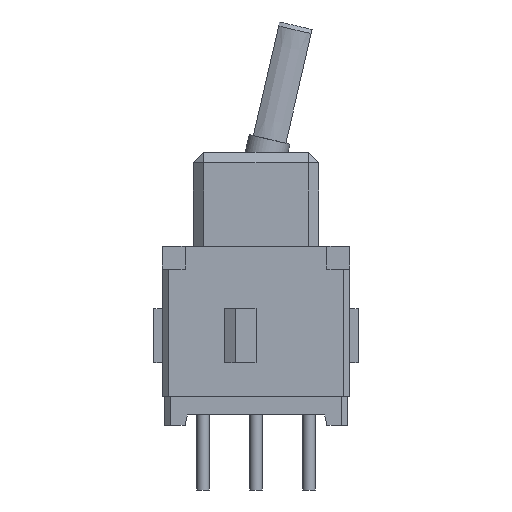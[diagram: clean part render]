
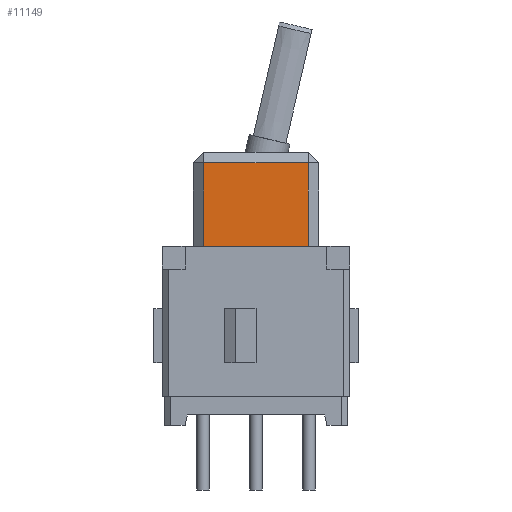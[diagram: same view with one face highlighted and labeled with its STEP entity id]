
A CAD part, front view. The second image highlights one B-rep face of the part: STEP entity #11149.
In plain terms, the highlighted planar face has unit normal (0, -1, 0).
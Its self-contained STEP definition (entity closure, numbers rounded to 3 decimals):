
#7627 = PLANE('',#7628);
#7628 = AXIS2_PLACEMENT_3D('',#7629,#7630,#7631);
#7629 = CARTESIAN_POINT('',(0.,-2.5,12.7));
#7630 = DIRECTION('',(0.,0.707,-0.707
    ));
#7631 = DIRECTION('',(-1.,0.,0.));
#7874 = PLANE('',#7875);
#7875 = AXIS2_PLACEMENT_3D('',#7876,#7877,#7878);
#7876 = CARTESIAN_POINT('',(0.,0.,8.7));
#7877 = DIRECTION('',(0.,0.,1.));
#7878 = DIRECTION('',(1.,0.,0.));
#10391 = VERTEX_POINT('',#10392);
#10392 = CARTESIAN_POINT('',(-2.5,-2.5,8.7));
#10399 = PLANE('',#10400);
#10400 = AXIS2_PLACEMENT_3D('',#10401,#10402,#10403);
#10401 = CARTESIAN_POINT('',(-3.,-2.,8.7));
#10402 = DIRECTION('',(0.707,0.707,0.));
#10403 = DIRECTION('',(0.,0.,-1.));
#10418 = EDGE_CURVE('',#10419,#10391,#10421,.T.);
#10419 = VERTEX_POINT('',#10420);
#10420 = CARTESIAN_POINT('',(-2.5,-2.5,12.7));
#10421 = SURFACE_CURVE('',#10422,(#10426,#10433),.PCURVE_S1.);
#10422 = LINE('',#10423,#10424);
#10423 = CARTESIAN_POINT('',(-2.5,-2.5,8.7));
#10424 = VECTOR('',#10425,1.);
#10425 = DIRECTION('',(0.,0.,-1.));
#10426 = PCURVE('',#10399,#10427);
#10427 = DEFINITIONAL_REPRESENTATION('',(#10428),#10432);
#10428 = LINE('',#10429,#10430);
#10429 = CARTESIAN_POINT('',(0.,-0.707));
#10430 = VECTOR('',#10431,1.);
#10431 = DIRECTION('',(1.,0.));
#10432 = ( GEOMETRIC_REPRESENTATION_CONTEXT(2) 
PARAMETRIC_REPRESENTATION_CONTEXT() REPRESENTATION_CONTEXT('2D SPACE',''
  ) );
#10433 = PCURVE('',#10434,#10439);
#10434 = PLANE('',#10435);
#10435 = AXIS2_PLACEMENT_3D('',#10436,#10437,#10438);
#10436 = CARTESIAN_POINT('',(0.,-2.5,8.7));
#10437 = DIRECTION('',(0.,-1.,0.));
#10438 = DIRECTION('',(-1.,0.,0.));
#10439 = DEFINITIONAL_REPRESENTATION('',(#10440),#10444);
#10440 = LINE('',#10441,#10442);
#10441 = CARTESIAN_POINT('',(2.5,0.));
#10442 = VECTOR('',#10443,1.);
#10443 = DIRECTION('',(0.,1.));
#10444 = ( GEOMETRIC_REPRESENTATION_CONTEXT(2) 
PARAMETRIC_REPRESENTATION_CONTEXT() REPRESENTATION_CONTEXT('2D SPACE',''
  ) );
#10550 = VERTEX_POINT('',#10551);
#10551 = CARTESIAN_POINT('',(2.5,-2.5,8.7));
#10565 = PLANE('',#10566);
#10566 = AXIS2_PLACEMENT_3D('',#10567,#10568,#10569);
#10567 = CARTESIAN_POINT('',(2.5,-2.5,8.7));
#10568 = DIRECTION('',(-0.707,0.707,0.));
#10569 = DIRECTION('',(0.,0.,1.));
#10577 = EDGE_CURVE('',#10391,#10550,#10578,.T.);
#10578 = SURFACE_CURVE('',#10579,(#10583,#10590),.PCURVE_S1.);
#10579 = LINE('',#10580,#10581);
#10580 = CARTESIAN_POINT('',(0.,-2.5,8.7));
#10581 = VECTOR('',#10582,1.);
#10582 = DIRECTION('',(1.,0.,0.));
#10583 = PCURVE('',#7874,#10584);
#10584 = DEFINITIONAL_REPRESENTATION('',(#10585),#10589);
#10585 = LINE('',#10586,#10587);
#10586 = CARTESIAN_POINT('',(0.,-2.5));
#10587 = VECTOR('',#10588,1.);
#10588 = DIRECTION('',(1.,0.));
#10589 = ( GEOMETRIC_REPRESENTATION_CONTEXT(2) 
PARAMETRIC_REPRESENTATION_CONTEXT() REPRESENTATION_CONTEXT('2D SPACE',''
  ) );
#10590 = PCURVE('',#10434,#10591);
#10591 = DEFINITIONAL_REPRESENTATION('',(#10592),#10596);
#10592 = LINE('',#10593,#10594);
#10593 = CARTESIAN_POINT('',(0.,0.));
#10594 = VECTOR('',#10595,1.);
#10595 = DIRECTION('',(-1.,0.));
#10596 = ( GEOMETRIC_REPRESENTATION_CONTEXT(2) 
PARAMETRIC_REPRESENTATION_CONTEXT() REPRESENTATION_CONTEXT('2D SPACE',''
  ) );
#10710 = VERTEX_POINT('',#10711);
#10711 = CARTESIAN_POINT('',(2.5,-2.5,12.7));
#10737 = EDGE_CURVE('',#10550,#10710,#10738,.T.);
#10738 = SURFACE_CURVE('',#10739,(#10743,#10750),.PCURVE_S1.);
#10739 = LINE('',#10740,#10741);
#10740 = CARTESIAN_POINT('',(2.5,-2.5,8.7));
#10741 = VECTOR('',#10742,1.);
#10742 = DIRECTION('',(0.,0.,1.));
#10743 = PCURVE('',#10565,#10744);
#10744 = DEFINITIONAL_REPRESENTATION('',(#10745),#10749);
#10745 = LINE('',#10746,#10747);
#10746 = CARTESIAN_POINT('',(0.,0.));
#10747 = VECTOR('',#10748,1.);
#10748 = DIRECTION('',(1.,0.));
#10749 = ( GEOMETRIC_REPRESENTATION_CONTEXT(2) 
PARAMETRIC_REPRESENTATION_CONTEXT() REPRESENTATION_CONTEXT('2D SPACE',''
  ) );
#10750 = PCURVE('',#10434,#10751);
#10751 = DEFINITIONAL_REPRESENTATION('',(#10752),#10756);
#10752 = LINE('',#10753,#10754);
#10753 = CARTESIAN_POINT('',(-2.5,0.));
#10754 = VECTOR('',#10755,1.);
#10755 = DIRECTION('',(0.,-1.));
#10756 = ( GEOMETRIC_REPRESENTATION_CONTEXT(2) 
PARAMETRIC_REPRESENTATION_CONTEXT() REPRESENTATION_CONTEXT('2D SPACE',''
  ) );
#11149 = ADVANCED_FACE('',(#11150),#10434,.T.);
#11150 = FACE_BOUND('',#11151,.T.);
#11151 = EDGE_LOOP('',(#11152,#11153,#11154,#11175));
#11152 = ORIENTED_EDGE('',*,*,#10577,.T.);
#11153 = ORIENTED_EDGE('',*,*,#10737,.T.);
#11154 = ORIENTED_EDGE('',*,*,#11155,.T.);
#11155 = EDGE_CURVE('',#10710,#10419,#11156,.T.);
#11156 = SURFACE_CURVE('',#11157,(#11161,#11168),.PCURVE_S1.);
#11157 = LINE('',#11158,#11159);
#11158 = CARTESIAN_POINT('',(0.,-2.5,12.7));
#11159 = VECTOR('',#11160,1.);
#11160 = DIRECTION('',(-1.,0.,0.));
#11161 = PCURVE('',#10434,#11162);
#11162 = DEFINITIONAL_REPRESENTATION('',(#11163),#11167);
#11163 = LINE('',#11164,#11165);
#11164 = CARTESIAN_POINT('',(0.,-4.));
#11165 = VECTOR('',#11166,1.);
#11166 = DIRECTION('',(1.,0.));
#11167 = ( GEOMETRIC_REPRESENTATION_CONTEXT(2) 
PARAMETRIC_REPRESENTATION_CONTEXT() REPRESENTATION_CONTEXT('2D SPACE',''
  ) );
#11168 = PCURVE('',#7627,#11169);
#11169 = DEFINITIONAL_REPRESENTATION('',(#11170),#11174);
#11170 = LINE('',#11171,#11172);
#11171 = CARTESIAN_POINT('',(0.,0.));
#11172 = VECTOR('',#11173,1.);
#11173 = DIRECTION('',(1.,0.));
#11174 = ( GEOMETRIC_REPRESENTATION_CONTEXT(2) 
PARAMETRIC_REPRESENTATION_CONTEXT() REPRESENTATION_CONTEXT('2D SPACE',''
  ) );
#11175 = ORIENTED_EDGE('',*,*,#10418,.T.);
